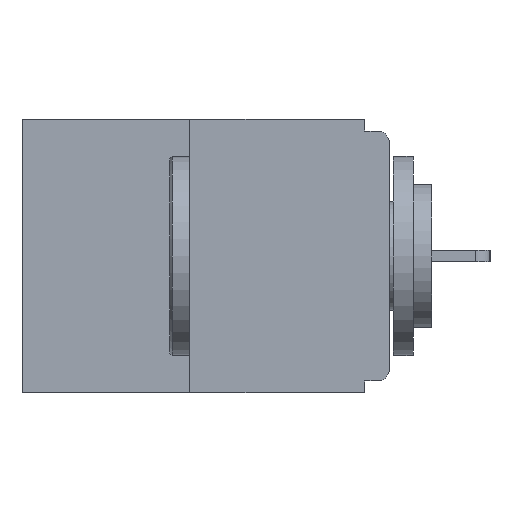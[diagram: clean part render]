
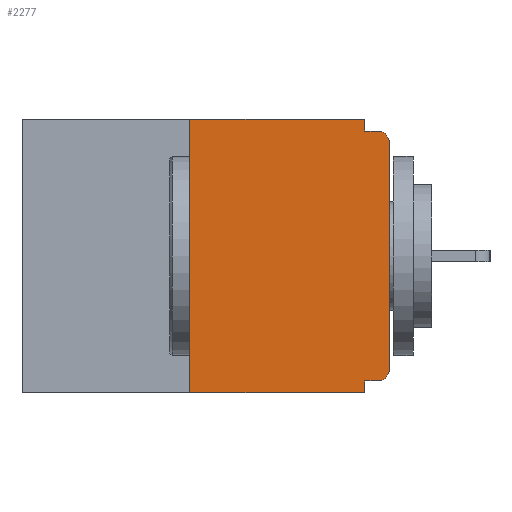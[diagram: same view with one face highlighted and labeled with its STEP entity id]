
A CAD part, left-side view. The second image highlights one B-rep face of the part: STEP entity #2277.
In plain terms, the highlighted planar face has unit normal (-1, 0, 0).
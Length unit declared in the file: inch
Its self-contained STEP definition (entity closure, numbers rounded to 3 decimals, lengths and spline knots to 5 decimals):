
#101 = CARTESIAN_POINT ( 'NONE',  ( 0., 0.015, -0.03 ) ) ;
#122 = AXIS2_PLACEMENT_3D ( 'NONE', #1620, #15212, #11662 ) ;
#186 = VERTEX_POINT ( 'NONE', #1139 ) ;
#188 = CARTESIAN_POINT ( 'NONE',  ( 0., 0.25, 0. ) ) ;
#312 = LINE ( 'NONE', #7989, #1877 ) ;
#340 = VERTEX_POINT ( 'NONE', #12632 ) ;
#582 = DIRECTION ( 'NONE',  ( 0., 1., 0. ) ) ;
#605 = CARTESIAN_POINT ( 'NONE',  ( 0., 0.46, 0. ) ) ;
#809 = LINE ( 'NONE', #5806, #6048 ) ;
#985 = EDGE_CURVE ( 'NONE', #5825, #6817, #11353, .T. ) ;
#1139 = CARTESIAN_POINT ( 'NONE',  ( 0., 0.031, -0.328 ) ) ;
#1245 = VECTOR ( 'NONE', #15361, 39.37008 ) ;
#1603 = LINE ( 'NONE', #605, #8019 ) ;
#1607 = EDGE_CURVE ( 'NONE', #1946, #186, #7073, .T. ) ;
#1620 = CARTESIAN_POINT ( 'NONE',  ( 0., 0.46, 0. ) ) ;
#1625 = VECTOR ( 'NONE', #582, 39.37008 ) ;
#1877 = VECTOR ( 'NONE', #7872, 39.37008 ) ;
#1946 = VERTEX_POINT ( 'NONE', #11511 ) ;
#2150 = VERTEX_POINT ( 'NONE', #9541 ) ;
#2197 = CARTESIAN_POINT ( 'NONE',  ( 0., 0., -0.313 ) ) ;
#2277 = ADVANCED_FACE ( 'NONE', ( #8190 ), #14075, .F. ) ;
#2353 = EDGE_LOOP ( 'NONE', ( #9704, #9323, #11627, #3431, #12995, #8157, #9683, #9214, #12339, #13184 ) ) ;
#2375 = CARTESIAN_POINT ( 'NONE',  ( 0., 0.015, -0.313 ) ) ;
#2403 = EDGE_CURVE ( 'NONE', #186, #9312, #5462, .T. ) ;
#2613 = DIRECTION ( 'NONE',  ( 0., 0., -1. ) ) ;
#3431 = ORIENTED_EDGE ( 'NONE', *, *, #2403, .F. ) ;
#3554 = CIRCLE ( 'NONE', #8231, 0.015 ) ;
#3733 = VECTOR ( 'NONE', #13073, 39.37008 ) ;
#3980 = EDGE_CURVE ( 'NONE', #5825, #9312, #10274, .T. ) ;
#5462 = LINE ( 'NONE', #10554, #3733 ) ;
#5806 = CARTESIAN_POINT ( 'NONE',  ( 0., 0.031, 0. ) ) ;
#5825 = VERTEX_POINT ( 'NONE', #13605 ) ;
#6048 = VECTOR ( 'NONE', #13041, 39.37008 ) ;
#6215 = VERTEX_POINT ( 'NONE', #2197 ) ;
#6588 = VERTEX_POINT ( 'NONE', #12386 ) ;
#6655 = CARTESIAN_POINT ( 'NONE',  ( 0., 0., 0. ) ) ;
#6817 = VERTEX_POINT ( 'NONE', #8003 ) ;
#7073 = LINE ( 'NONE', #10481, #1625 ) ;
#7373 = VERTEX_POINT ( 'NONE', #9296 ) ;
#7444 = EDGE_CURVE ( 'NONE', #1946, #6215, #12305, .T. ) ;
#7872 = DIRECTION ( 'NONE',  ( 0., -1., 0. ) ) ;
#7989 = CARTESIAN_POINT ( 'NONE',  ( 0., 0., -0.015 ) ) ;
#8003 = CARTESIAN_POINT ( 'NONE',  ( 0., 0.25, 0. ) ) ;
#8019 = VECTOR ( 'NONE', #10553, 39.37008 ) ;
#8157 = ORIENTED_EDGE ( 'NONE', *, *, #7444, .T. ) ;
#8190 = FACE_OUTER_BOUND ( 'NONE', #2353, .T. ) ;
#8231 = AXIS2_PLACEMENT_3D ( 'NONE', #101, #8567, #2613 ) ;
#8567 = DIRECTION ( 'NONE',  ( -1., 0., 0. ) ) ;
#8786 = LINE ( 'NONE', #6655, #1245 ) ;
#8843 = DIRECTION ( 'NONE',  ( 0., 0., 1. ) ) ;
#9001 = VECTOR ( 'NONE', #8843, 39.37008 ) ;
#9214 = ORIENTED_EDGE ( 'NONE', *, *, #10487, .T. ) ;
#9296 = CARTESIAN_POINT ( 'NONE',  ( 0., 0., -0.03 ) ) ;
#9312 = VERTEX_POINT ( 'NONE', #9864 ) ;
#9323 = ORIENTED_EDGE ( 'NONE', *, *, #985, .F. ) ;
#9541 = CARTESIAN_POINT ( 'NONE',  ( 0., 0.031, -0.015 ) ) ;
#9683 = ORIENTED_EDGE ( 'NONE', *, *, #10829, .T. ) ;
#9704 = ORIENTED_EDGE ( 'NONE', *, *, #14882, .F. ) ;
#9864 = CARTESIAN_POINT ( 'NONE',  ( 0., 0.031, -0.343 ) ) ;
#10072 = VECTOR ( 'NONE', #10255, 39.37008 ) ;
#10255 = DIRECTION ( 'NONE',  ( 0., -1., 0. ) ) ;
#10274 = LINE ( 'NONE', #14087, #10072 ) ;
#10481 = CARTESIAN_POINT ( 'NONE',  ( 0., 0., -0.328 ) ) ;
#10487 = EDGE_CURVE ( 'NONE', #7373, #340, #3554, .T. ) ;
#10553 = DIRECTION ( 'NONE',  ( 0., -1., 0. ) ) ;
#10554 = CARTESIAN_POINT ( 'NONE',  ( 0., 0.031, -0.343 ) ) ;
#10829 = EDGE_CURVE ( 'NONE', #6215, #7373, #8786, .T. ) ;
#11096 = DIRECTION ( 'NONE',  ( -1., 0., 0. ) ) ;
#11353 = LINE ( 'NONE', #188, #9001 ) ;
#11422 = EDGE_CURVE ( 'NONE', #2150, #340, #312, .T. ) ;
#11511 = CARTESIAN_POINT ( 'NONE',  ( 0., 0.015, -0.328 ) ) ;
#11627 = ORIENTED_EDGE ( 'NONE', *, *, #3980, .T. ) ;
#11662 = DIRECTION ( 'NONE',  ( 0., 0., -1. ) ) ;
#11811 = AXIS2_PLACEMENT_3D ( 'NONE', #2375, #11096, #14699 ) ;
#12305 = CIRCLE ( 'NONE', #11811, 0.015 ) ;
#12339 = ORIENTED_EDGE ( 'NONE', *, *, #11422, .F. ) ;
#12386 = CARTESIAN_POINT ( 'NONE',  ( 0., 0.031, 0. ) ) ;
#12632 = CARTESIAN_POINT ( 'NONE',  ( 0., 0.015, -0.015 ) ) ;
#12995 = ORIENTED_EDGE ( 'NONE', *, *, #1607, .F. ) ;
#13041 = DIRECTION ( 'NONE',  ( 0., 0., -1. ) ) ;
#13073 = DIRECTION ( 'NONE',  ( 0., 0., -1. ) ) ;
#13184 = ORIENTED_EDGE ( 'NONE', *, *, #16109, .F. ) ;
#13605 = CARTESIAN_POINT ( 'NONE',  ( 0., 0.25, -0.343 ) ) ;
#14075 = PLANE ( 'NONE',  #122 ) ;
#14087 = CARTESIAN_POINT ( 'NONE',  ( 0., 0.46, -0.343 ) ) ;
#14699 = DIRECTION ( 'NONE',  ( 0., 0., -1. ) ) ;
#14882 = EDGE_CURVE ( 'NONE', #6817, #6588, #1603, .T. ) ;
#15212 = DIRECTION ( 'NONE',  ( 1., 0., 0. ) ) ;
#15361 = DIRECTION ( 'NONE',  ( 0., 0., 1. ) ) ;
#16109 = EDGE_CURVE ( 'NONE', #6588, #2150, #809, .T. ) ;
